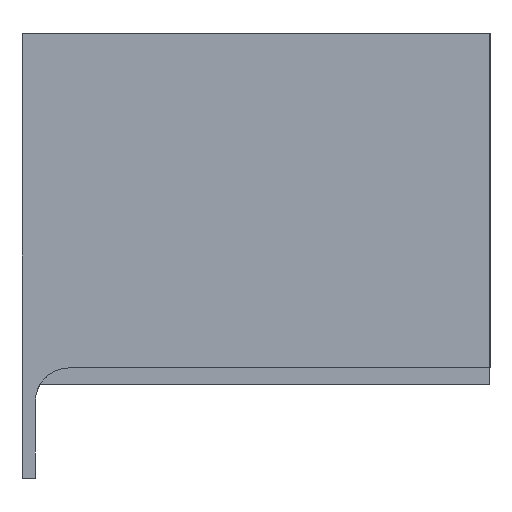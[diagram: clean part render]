
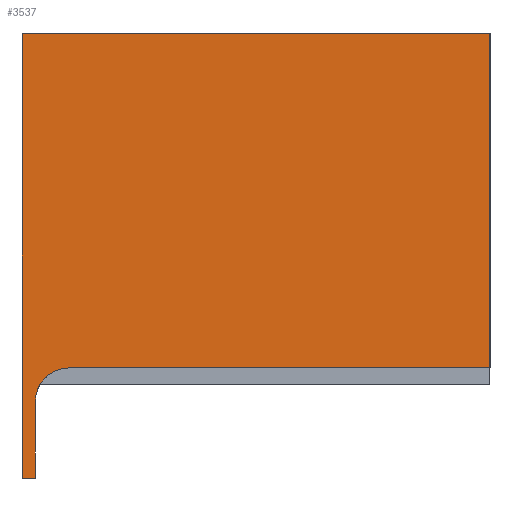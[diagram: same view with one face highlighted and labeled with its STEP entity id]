
A CAD part, left-side view. The second image highlights one B-rep face of the part: STEP entity #3537.
In plain terms, the highlighted planar face has unit normal (-1, 0, 0).
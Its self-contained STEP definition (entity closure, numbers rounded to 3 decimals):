
#3507=AXIS2_PLACEMENT_3D('Plane Axis2P3D',#3504,#3505,#3506) ;
#3525=AXIS2_PLACEMENT_3D('Circle Axis2P3D',#3523,#3524,$) ;
#467=CARTESIAN_POINT('Line Origine',(-38.1,70.,107.25)) ;
#471=CARTESIAN_POINT('Vertex',(-38.1,70.,74.)) ;
#473=CARTESIAN_POINT('Vertex',(-38.1,70.,140.5)) ;
#507=CARTESIAN_POINT('Line Origine',(-38.1,69.,74.)) ;
#511=CARTESIAN_POINT('Vertex',(-38.1,68.,74.)) ;
#2877=CARTESIAN_POINT('Vertex',(-38.1,0.,140.5)) ;
#2880=CARTESIAN_POINT('Line Origine',(-38.1,0.,115.5)) ;
#2884=CARTESIAN_POINT('Vertex',(-38.1,0.,90.5)) ;
#3425=CARTESIAN_POINT('Line Origine',(-38.1,35.,140.5)) ;
#3504=CARTESIAN_POINT('Axis2P3D Location',(-38.1,0.,0.)) ;
#3509=CARTESIAN_POINT('Line Origine',(-38.1,31.5,90.5)) ;
#3513=CARTESIAN_POINT('Vertex',(-38.1,63.,90.5)) ;
#3516=CARTESIAN_POINT('Line Origine',(-38.1,68.,79.75)) ;
#3520=CARTESIAN_POINT('Vertex',(-38.1,68.,85.5)) ;
#3523=CARTESIAN_POINT('Axis2P3D Location',(-38.1,63.,85.5)) ;
#468=DIRECTION('Vector Direction',(0.,0.,-1.)) ;
#508=DIRECTION('Vector Direction',(0.,-1.,0.)) ;
#2881=DIRECTION('Vector Direction',(0.,0.,1.)) ;
#3426=DIRECTION('Vector Direction',(0.,1.,0.)) ;
#3505=DIRECTION('Axis2P3D Direction',(1.,0.,0.)) ;
#3506=DIRECTION('Axis2P3D XDirection',(0.,1.,0.)) ;
#3510=DIRECTION('Vector Direction',(0.,-1.,0.)) ;
#3517=DIRECTION('Vector Direction',(0.,0.,1.)) ;
#3524=DIRECTION('Axis2P3D Direction',(1.,0.,0.)) ;
#469=VECTOR('Line Direction',#468,1.) ;
#509=VECTOR('Line Direction',#508,1.) ;
#2882=VECTOR('Line Direction',#2881,1.) ;
#3427=VECTOR('Line Direction',#3426,1.) ;
#3511=VECTOR('Line Direction',#3510,1.) ;
#3518=VECTOR('Line Direction',#3517,1.) ;
#3529=ORIENTED_EDGE('',*,*,#3515,.F.) ;
#3530=ORIENTED_EDGE('',*,*,#2886,.F.) ;
#3531=ORIENTED_EDGE('',*,*,#3429,.F.) ;
#3532=ORIENTED_EDGE('',*,*,#475,.F.) ;
#3533=ORIENTED_EDGE('',*,*,#513,.F.) ;
#3534=ORIENTED_EDGE('',*,*,#3522,.F.) ;
#3535=ORIENTED_EDGE('',*,*,#3527,.T.) ;
#3537=ADVANCED_FACE('Copriterminale alto HTC superiore',(#3536),#3508,.F.) ;
#3526=CIRCLE('generated circle',#3525,5.) ;
#475=EDGE_CURVE('',#472,#474,#470,.F.) ;
#513=EDGE_CURVE('',#512,#472,#510,.F.) ;
#2886=EDGE_CURVE('',#2878,#2885,#2883,.F.) ;
#3429=EDGE_CURVE('',#474,#2878,#3428,.F.) ;
#3515=EDGE_CURVE('',#2885,#3514,#3512,.F.) ;
#3522=EDGE_CURVE('',#3521,#512,#3519,.F.) ;
#3527=EDGE_CURVE('',#3521,#3514,#3526,.T.) ;
#3528=EDGE_LOOP('',(#3529,#3530,#3531,#3532,#3533,#3534,#3535)) ;
#3536=FACE_OUTER_BOUND('',#3528,.T.) ;
#470=LINE('Line',#467,#469) ;
#510=LINE('Line',#507,#509) ;
#2883=LINE('Line',#2880,#2882) ;
#3428=LINE('Line',#3425,#3427) ;
#3512=LINE('Line',#3509,#3511) ;
#3519=LINE('Line',#3516,#3518) ;
#3508=PLANE('',#3507) ;
#472=VERTEX_POINT('',#471) ;
#474=VERTEX_POINT('',#473) ;
#512=VERTEX_POINT('',#511) ;
#2878=VERTEX_POINT('',#2877) ;
#2885=VERTEX_POINT('',#2884) ;
#3514=VERTEX_POINT('',#3513) ;
#3521=VERTEX_POINT('',#3520) ;
